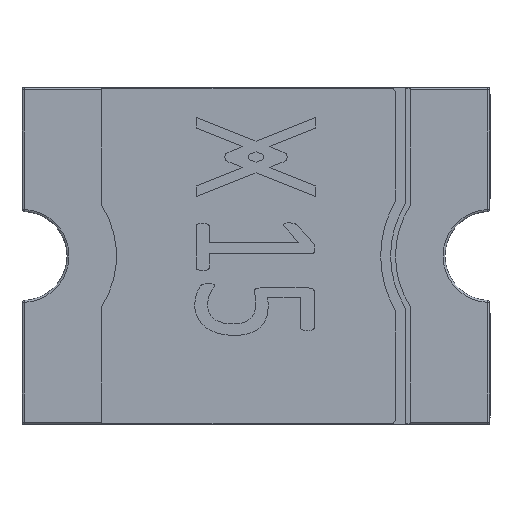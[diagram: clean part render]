
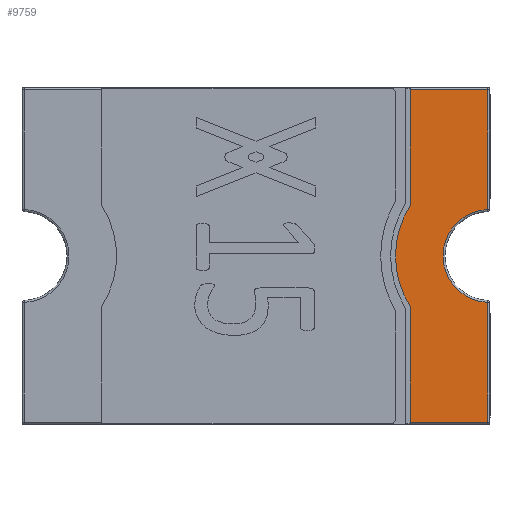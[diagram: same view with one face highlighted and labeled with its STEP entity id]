
A CAD part, top view. The second image highlights one B-rep face of the part: STEP entity #9759.
In plain terms, the highlighted planar face has unit normal (0, 0, 1).
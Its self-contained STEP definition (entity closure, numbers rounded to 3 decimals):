
#67 = CARTESIAN_POINT ( 'NONE',  ( 2.34, -0.47, 0.48 ) ) ;
#349 = CARTESIAN_POINT ( 'NONE',  ( 1.56, 1.68, 0.48 ) ) ;
#475 = CARTESIAN_POINT ( 'NONE',  ( 2.34, -0.45, 0.48 ) ) ;
#537 = VERTEX_POINT ( 'NONE', #1846 ) ;
#1322 = CIRCLE ( 'NONE', #5432, 0.95 ) ;
#1358 = ORIENTED_EDGE ( 'NONE', *, *, #4520, .T. ) ;
#1411 = DIRECTION ( 'NONE',  ( 0., 0., 1. ) ) ;
#1846 = CARTESIAN_POINT ( 'NONE',  ( 2.34, -1.68, 0.48 ) ) ;
#2048 = CARTESIAN_POINT ( 'NONE',  ( 2.34, 1.7, 0.48 ) ) ;
#2066 = EDGE_CURVE ( 'NONE', #10228, #5100, #11239, .T. ) ;
#2147 = DIRECTION ( 'NONE',  ( 0., 0., 1. ) ) ;
#2356 = CARTESIAN_POINT ( 'NONE',  ( 1.56, 1.7, 0.48 ) ) ;
#2624 = EDGE_CURVE ( 'NONE', #5349, #11082, #5649, .T. ) ;
#2750 = EDGE_LOOP ( 'NONE', ( #1358, #9274, #5983, #3493, #9662, #5669, #6653, #7017, #9338 ) ) ;
#3228 = DIRECTION ( 'NONE',  ( 0., -1., 0. ) ) ;
#3493 = ORIENTED_EDGE ( 'NONE', *, *, #3587, .T. ) ;
#3587 = EDGE_CURVE ( 'NONE', #5591, #6773, #7944, .T. ) ;
#3849 = VECTOR ( 'NONE', #9261, 1000. ) ;
#3904 = DIRECTION ( 'NONE',  ( 1., 0., 0. ) ) ;
#4222 = VECTOR ( 'NONE', #3228, 1000. ) ;
#4520 = EDGE_CURVE ( 'NONE', #6024, #5349, #5537, .T. ) ;
#4646 = EDGE_CURVE ( 'NONE', #537, #5492, #10151, .T. ) ;
#4792 = LINE ( 'NONE', #7286, #7006 ) ;
#4849 = EDGE_CURVE ( 'NONE', #5100, #537, #4792, .T. ) ;
#4931 = CARTESIAN_POINT ( 'NONE',  ( 1.56, -0.512, 0.48 ) ) ;
#4995 = AXIS2_PLACEMENT_3D ( 'NONE', #11231, #7689, #6586 ) ;
#4998 = AXIS2_PLACEMENT_3D ( 'NONE', #6444, #10014, #8134 ) ;
#5100 = VERTEX_POINT ( 'NONE', #7150 ) ;
#5349 = VERTEX_POINT ( 'NONE', #8892 ) ;
#5408 = VECTOR ( 'NONE', #8934, 1000. ) ;
#5432 = AXIS2_PLACEMENT_3D ( 'NONE', #10956, #2147, #3904 ) ;
#5470 = CARTESIAN_POINT ( 'NONE',  ( 1.41, 0., 0.48 ) ) ;
#5492 = VERTEX_POINT ( 'NONE', #67 ) ;
#5537 = LINE ( 'NONE', #2048, #5408 ) ;
#5591 = VERTEX_POINT ( 'NONE', #10215 ) ;
#5649 = LINE ( 'NONE', #349, #8909 ) ;
#5669 = ORIENTED_EDGE ( 'NONE', *, *, #2066, .T. ) ;
#5900 = DIRECTION ( 'NONE',  ( 0., -1., 0. ) ) ;
#5983 = ORIENTED_EDGE ( 'NONE', *, *, #10409, .T. ) ;
#6024 = VERTEX_POINT ( 'NONE', #11502 ) ;
#6444 = CARTESIAN_POINT ( 'NONE',  ( 2.36, 0., 0.48 ) ) ;
#6579 = DIRECTION ( 'NONE',  ( 1., 0., 0. ) ) ;
#6586 = DIRECTION ( 'NONE',  ( 1., 0., 0. ) ) ;
#6653 = ORIENTED_EDGE ( 'NONE', *, *, #4849, .T. ) ;
#6677 = AXIS2_PLACEMENT_3D ( 'NONE', #11054, #1411, #10163 ) ;
#6741 = CARTESIAN_POINT ( 'NONE',  ( 1.56, 1.68, 0.48 ) ) ;
#6773 = VERTEX_POINT ( 'NONE', #5470 ) ;
#7006 = VECTOR ( 'NONE', #6579, 1000. ) ;
#7017 = ORIENTED_EDGE ( 'NONE', *, *, #4646, .T. ) ;
#7126 = PLANE ( 'NONE',  #6677 ) ;
#7150 = CARTESIAN_POINT ( 'NONE',  ( 1.56, -1.68, 0.48 ) ) ;
#7286 = CARTESIAN_POINT ( 'NONE',  ( 2.36, -1.68, 0.48 ) ) ;
#7502 = DIRECTION ( 'NONE',  ( -1., 0., 0. ) ) ;
#7642 = LINE ( 'NONE', #2356, #7819 ) ;
#7689 = DIRECTION ( 'NONE',  ( 0., 0., 1. ) ) ;
#7708 = EDGE_CURVE ( 'NONE', #5492, #6024, #10952, .T. ) ;
#7819 = VECTOR ( 'NONE', #5900, 1000. ) ;
#7944 = CIRCLE ( 'NONE', #4995, 0.95 ) ;
#8134 = DIRECTION ( 'NONE',  ( 1., 0., 0. ) ) ;
#8170 = FACE_OUTER_BOUND ( 'NONE', #2750, .T. ) ;
#8892 = CARTESIAN_POINT ( 'NONE',  ( 2.34, 1.68, 0.48 ) ) ;
#8909 = VECTOR ( 'NONE', #7502, 1000. ) ;
#8934 = DIRECTION ( 'NONE',  ( 0., 1., 0. ) ) ;
#9261 = DIRECTION ( 'NONE',  ( 0., 1., 0. ) ) ;
#9274 = ORIENTED_EDGE ( 'NONE', *, *, #2624, .T. ) ;
#9338 = ORIENTED_EDGE ( 'NONE', *, *, #7708, .T. ) ;
#9662 = ORIENTED_EDGE ( 'NONE', *, *, #10965, .T. ) ;
#9759 = ADVANCED_FACE ( 'NONE', ( #8170 ), #7126, .T. ) ;
#10014 = DIRECTION ( 'NONE',  ( 0., 0., -1. ) ) ;
#10151 = LINE ( 'NONE', #475, #3849 ) ;
#10163 = DIRECTION ( 'NONE',  ( 1., 0., 0. ) ) ;
#10215 = CARTESIAN_POINT ( 'NONE',  ( 1.56, 0.512, 0.48 ) ) ;
#10228 = VERTEX_POINT ( 'NONE', #10775 ) ;
#10409 = EDGE_CURVE ( 'NONE', #11082, #5591, #7642, .T. ) ;
#10775 = CARTESIAN_POINT ( 'NONE',  ( 1.56, -0.512, 0.48 ) ) ;
#10952 = CIRCLE ( 'NONE', #4998, 0.47 ) ;
#10956 = CARTESIAN_POINT ( 'NONE',  ( 2.36, 0., 0.48 ) ) ;
#10965 = EDGE_CURVE ( 'NONE', #6773, #10228, #1322, .T. ) ;
#11054 = CARTESIAN_POINT ( 'NONE',  ( 2.36, 0., 0.48 ) ) ;
#11082 = VERTEX_POINT ( 'NONE', #6741 ) ;
#11231 = CARTESIAN_POINT ( 'NONE',  ( 2.36, 0., 0.48 ) ) ;
#11239 = LINE ( 'NONE', #4931, #4222 ) ;
#11502 = CARTESIAN_POINT ( 'NONE',  ( 2.34, 0.47, 0.48 ) ) ;
